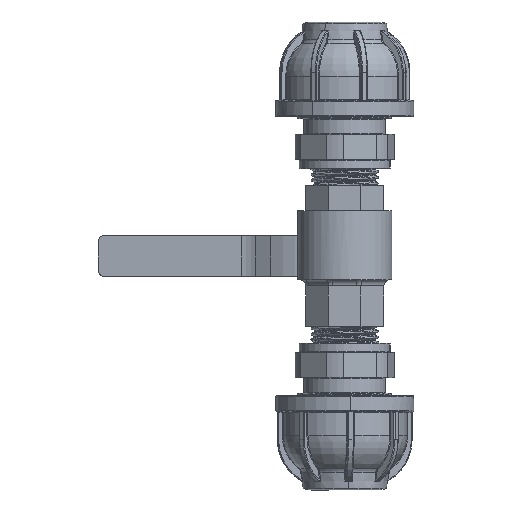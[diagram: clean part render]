
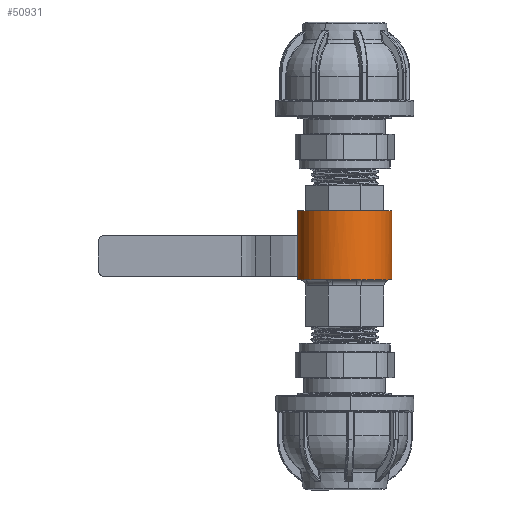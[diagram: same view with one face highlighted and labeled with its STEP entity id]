
A CAD part, front view. The second image highlights one B-rep face of the part: STEP entity #50931.
In plain terms, the highlighted cylindrical face has radius 15 mm (diameter 30 mm), a partial arc.
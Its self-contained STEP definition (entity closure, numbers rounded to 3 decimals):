
#23652 = CARTESIAN_POINT ( 'NONE',  ( 65.242, -21.146, 14.5 ) ) ;
#23653 = DIRECTION ( 'NONE',  ( 0., 0., 1. ) ) ;
#23654 = DIRECTION ( 'NONE',  ( 1., 0., 0. ) ) ;
#23655 = CARTESIAN_POINT ( 'NONE',  ( 65.242, -21.146, -7.5 ) ) ;
#23656 = DIRECTION ( 'NONE',  ( 0., 0., 1. ) ) ;
#23657 = DIRECTION ( 'NONE',  ( 1., 0., 0. ) ) ;
#32514 = AXIS2_PLACEMENT_3D ( 'NONE', #37310, #37312, #37314 ) ;
#34797 = ORIENTED_EDGE ( 'NONE', *, *, #74746, .T. ) ;
#34798 = ORIENTED_EDGE ( 'NONE', *, *, #58897, .F. ) ;
#34800 = ORIENTED_EDGE ( 'NONE', *, *, #35499, .F. ) ;
#34802 = ORIENTED_EDGE ( 'NONE', *, *, #58911, .T. ) ;
#34804 = ORIENTED_EDGE ( 'NONE', *, *, #74752, .T. ) ;
#34806 = ORIENTED_EDGE ( 'NONE', *, *, #58918, .T. ) ;
#34807 = ORIENTED_EDGE ( 'NONE', *, *, #74762, .T. ) ;
#34809 = ORIENTED_EDGE ( 'NONE', *, *, #58917, .T. ) ;
#34811 = ORIENTED_EDGE ( 'NONE', *, *, #74764, .T. ) ;
#34813 = ORIENTED_EDGE ( 'NONE', *, *, #74767, .T. ) ;
#34815 = ORIENTED_EDGE ( 'NONE', *, *, #74768, .T. ) ;
#34817 = ORIENTED_EDGE ( 'NONE', *, *, #74770, .T. ) ;
#34819 = ORIENTED_EDGE ( 'NONE', *, *, #35500, .T. ) ;
#35499 = EDGE_CURVE ( 'NONE', #59813, #59812, #58421, .T. ) ;
#35500 = EDGE_CURVE ( 'NONE', #59878, #59814, #58437, .T. ) ;
#37310 = CARTESIAN_POINT ( 'NONE',  ( 65.242, -21.146, 14.5 ) ) ;
#37312 = DIRECTION ( 'NONE',  ( 0., 0., -1. ) ) ;
#37314 = DIRECTION ( 'NONE',  ( -1., 0., 0. ) ) ;
#39223 = FACE_OUTER_BOUND ( 'NONE', #59583, .T. ) ;
#39226 = CYLINDRICAL_SURFACE ( 'NONE', #32514, 15. ) ;
#40285 = LINE ( 'NONE', #69110, #60897 ) ;
#40287 = LINE ( 'NONE', #69557, #60908 ) ;
#50931 = ADVANCED_FACE ( 'NONE', ( #39223 ), #39226, .T. ) ;
#58421 = CIRCLE ( 'NONE', #58443, 15. ) ;
#58430 = AXIS2_PLACEMENT_3D ( 'NONE', #23655, #23656, #23657 ) ;
#58437 = CIRCLE ( 'NONE', #58430, 15. ) ;
#58443 = AXIS2_PLACEMENT_3D ( 'NONE', #23652, #23653, #23654 ) ;
#58897 = EDGE_CURVE ( 'NONE', #59812, #59814, #40285, .T. ) ;
#58911 = EDGE_CURVE ( 'NONE', #59813, #59826, #40287, .T. ) ;
#58917 = EDGE_CURVE ( 'NONE', #59831, #59832, #60914, .T. ) ;
#58918 = EDGE_CURVE ( 'NONE', #59833, #59834, #60906, .T. ) ;
#59583 = EDGE_LOOP ( 'NONE', ( #34798, #34800, #34802, #34797, #34804, #34806, #34807, #34809, #34811, #34813, #34815, #34817, #34819 ) ) ;
#59812 = VERTEX_POINT ( 'NONE', #69772 ) ;
#59813 = VERTEX_POINT ( 'NONE', #69773 ) ;
#59814 = VERTEX_POINT ( 'NONE', #69774 ) ;
#59826 = VERTEX_POINT ( 'NONE', #69786 ) ;
#59831 = VERTEX_POINT ( 'NONE', #69791 ) ;
#59832 = VERTEX_POINT ( 'NONE', #69792 ) ;
#59833 = VERTEX_POINT ( 'NONE', #69793 ) ;
#59834 = VERTEX_POINT ( 'NONE', #69794 ) ;
#59867 = VERTEX_POINT ( 'NONE', #69827 ) ;
#59875 = VERTEX_POINT ( 'NONE', #69835 ) ;
#59876 = VERTEX_POINT ( 'NONE', #69836 ) ;
#59877 = VERTEX_POINT ( 'NONE', #69837 ) ;
#59878 = VERTEX_POINT ( 'NONE', #69838 ) ;
#60897 = VECTOR ( 'NONE', #69112, 1000. ) ;
#60906 = CIRCLE ( 'NONE', #60917, 15. ) ;
#60908 = VECTOR ( 'NONE', #69558, 1000. ) ;
#60914 = CIRCLE ( 'NONE', #60916, 15. ) ;
#60916 = AXIS2_PLACEMENT_3D ( 'NONE', #69584, #69585, #69586 ) ;
#60917 = AXIS2_PLACEMENT_3D ( 'NONE', #69587, #69588, #69589 ) ;
#69110 = CARTESIAN_POINT ( 'NONE',  ( 80.242, -21.146, 14.5 ) ) ;
#69112 = DIRECTION ( 'NONE',  ( 0., 0., -1. ) ) ;
#69557 = CARTESIAN_POINT ( 'NONE',  ( 50.242, -21.146, 14.5 ) ) ;
#69558 = DIRECTION ( 'NONE',  ( 0., 0., -1. ) ) ;
#69584 = CARTESIAN_POINT ( 'NONE',  ( 65.242, -21.146, -7.5 ) ) ;
#69585 = DIRECTION ( 'NONE',  ( 0., 0., 1. ) ) ;
#69586 = DIRECTION ( 'NONE',  ( 1., 0., 0. ) ) ;
#69587 = CARTESIAN_POINT ( 'NONE',  ( 65.242, -21.146, -7.5 ) ) ;
#69588 = DIRECTION ( 'NONE',  ( 0., 0., 1. ) ) ;
#69589 = DIRECTION ( 'NONE',  ( 1., 0., 0. ) ) ;
#69772 = CARTESIAN_POINT ( 'NONE',  ( 80.242, -21.146, 14.5 ) ) ;
#69773 = CARTESIAN_POINT ( 'NONE',  ( 50.242, -21.146, 14.5 ) ) ;
#69774 = CARTESIAN_POINT ( 'NONE',  ( 80.242, -21.146, -7.5 ) ) ;
#69786 = CARTESIAN_POINT ( 'NONE',  ( 50.242, -21.146, -7.5 ) ) ;
#69791 = CARTESIAN_POINT ( 'NONE',  ( 61.402, -35.646, -7.5 ) ) ;
#69792 = CARTESIAN_POINT ( 'NONE',  ( 69.083, -35.646, -7.5 ) ) ;
#69793 = CARTESIAN_POINT ( 'NONE',  ( 52.274, -28.684, -7.5 ) ) ;
#69794 = CARTESIAN_POINT ( 'NONE',  ( 57.705, -34.115, -7.5 ) ) ;
#69827 = CARTESIAN_POINT ( 'NONE',  ( 50.742, -24.987, -7.5 ) ) ;
#69835 = CARTESIAN_POINT ( 'NONE',  ( 72.78, -34.115, -7.5 ) ) ;
#69836 = CARTESIAN_POINT ( 'NONE',  ( 78.211, -28.684, -7.5 ) ) ;
#69837 = CARTESIAN_POINT ( 'NONE',  ( 79.101, -26.887, -7.606 ) ) ;
#69838 = CARTESIAN_POINT ( 'NONE',  ( 79.742, -24.987, -7.5 ) ) ;
#70827 = CIRCLE ( 'NONE', #70828, 15. ) ;
#70828 = AXIS2_PLACEMENT_3D ( 'NONE', #72994, #72995, #72996 ) ;
#70833 = CIRCLE ( 'NONE', #70834, 15. ) ;
#70834 = AXIS2_PLACEMENT_3D ( 'NONE', #73037, #73039, #73041 ) ;
#70839 = CIRCLE ( 'NONE', #70840, 15. ) ;
#70840 = AXIS2_PLACEMENT_3D ( 'NONE', #73153, #73155, #73157 ) ;
#70842 = CIRCLE ( 'NONE', #70843, 15. ) ;
#70843 = AXIS2_PLACEMENT_3D ( 'NONE', #73167, #73169, #73171 ) ;
#70844 = CIRCLE ( 'NONE', #70846, 15. ) ;
#70846 = AXIS2_PLACEMENT_3D ( 'NONE', #73228, #73230, #73232 ) ;
#72994 = CARTESIAN_POINT ( 'NONE',  ( 65.242, -21.146, -7.5 ) ) ;
#72995 = DIRECTION ( 'NONE',  ( 0., 0., 1. ) ) ;
#72996 = DIRECTION ( 'NONE',  ( 1., 0., 0. ) ) ;
#73037 = CARTESIAN_POINT ( 'NONE',  ( 65.242, -21.146, -7.5 ) ) ;
#73039 = DIRECTION ( 'NONE',  ( 0., 0., 1. ) ) ;
#73041 = DIRECTION ( 'NONE',  ( 1., 0., 0. ) ) ;
#73153 = CARTESIAN_POINT ( 'NONE',  ( 65.242, -21.146, -7.5 ) ) ;
#73155 = DIRECTION ( 'NONE',  ( 0., 0., 1. ) ) ;
#73157 = DIRECTION ( 'NONE',  ( 1., 0., 0. ) ) ;
#73167 = CARTESIAN_POINT ( 'NONE',  ( 65.242, -21.146, -7.5 ) ) ;
#73169 = DIRECTION ( 'NONE',  ( 0., 0., 1. ) ) ;
#73171 = DIRECTION ( 'NONE',  ( 1., 0., 0. ) ) ;
#73228 = CARTESIAN_POINT ( 'NONE',  ( 65.242, -21.146, -7.5 ) ) ;
#73230 = DIRECTION ( 'NONE',  ( 0., 0., 1. ) ) ;
#73232 = DIRECTION ( 'NONE',  ( 1., 0., 0. ) ) ;
#73235 = CARTESIAN_POINT ( 'NONE',  ( 78.211, -28.684, -7.5 ) ) ;
#73237 = CARTESIAN_POINT ( 'NONE',  ( 78.549, -28.103, -7.5 ) ) ;
#73239 = CARTESIAN_POINT ( 'NONE',  ( 78.845, -27.503, -7.519 ) ) ;
#73241 = CARTESIAN_POINT ( 'NONE',  ( 79.101, -26.887, -7.606 ) ) ;
#73256 = CARTESIAN_POINT ( 'NONE',  ( 79.101, -26.887, -7.606 ) ) ;
#73258 = CARTESIAN_POINT ( 'NONE',  ( 79.356, -26.27, -7.519 ) ) ;
#73260 = CARTESIAN_POINT ( 'NONE',  ( 79.57, -25.636, -7.5 ) ) ;
#73262 = CARTESIAN_POINT ( 'NONE',  ( 79.742, -24.987, -7.5 ) ) ;
#74746 = EDGE_CURVE ( 'NONE', #59826, #59867, #70827, .T. ) ;
#74752 = EDGE_CURVE ( 'NONE', #59867, #59833, #70833, .T. ) ;
#74762 = EDGE_CURVE ( 'NONE', #59834, #59831, #70839, .T. ) ;
#74764 = EDGE_CURVE ( 'NONE', #59832, #59875, #70842, .T. ) ;
#74767 = EDGE_CURVE ( 'NONE', #59875, #59876, #70844, .T. ) ;
#74768 = EDGE_CURVE ( 'NONE', #59876, #59877, #74802, .T. ) ;
#74770 = EDGE_CURVE ( 'NONE', #59877, #59878, #74803, .T. ) ;
#74802 = B_SPLINE_CURVE_WITH_KNOTS ( 'NONE', 3,
 ( #73235, #73237, #73239, #73241 ),
 .UNSPECIFIED., .F., .F.,
 ( 4, 4 ),
 ( 0., 0.002 ),
 .UNSPECIFIED. ) ;
#74803 = B_SPLINE_CURVE_WITH_KNOTS ( 'NONE', 3,
 ( #73256, #73258, #73260, #73262 ),
 .UNSPECIFIED., .F., .F.,
 ( 4, 4 ),
 ( 0., 0.002 ),
 .UNSPECIFIED. ) ;
